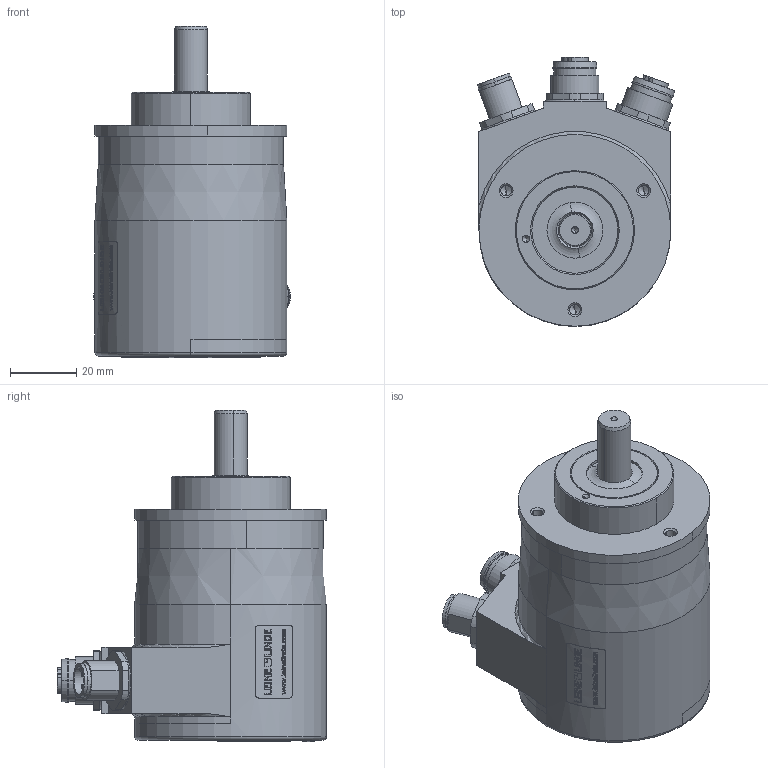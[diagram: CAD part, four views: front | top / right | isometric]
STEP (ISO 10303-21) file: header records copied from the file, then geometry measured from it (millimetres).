
FILE_DESCRIPTION((''),'2;1');
FILE_NAME('661469','2011-01-12T',('se2802'),(''),'PRO/ENGINEER BY PARAMETRIC TECHNOLOGY CORPORATION, 2010180','PRO/ENGINEER BY PARAMETRIC TECHNOLOGY CORPORATION, 2010180','');
FILE_SCHEMA(('CONFIG_CONTROL_DESIGN'));
Products named in the file (1): 661469
Bounding box: 59.57 x 81.33 x 100.23 mm (x, y, z)
Volume: 102994.4 mm3; surface area: 71700.2 mm2
Topology: 4 solids, 4 shells, 4786 faces, 13094 edges, 8582 vertices
Faces by surface type: plane 2843, cylinder 1122, extrusion 324, cone 256, torus 171, bspline 51, sphere 17, revolution 2
Entity records: 166303 total; most frequent: CARTESIAN_POINT 45501, ORIENTED_EDGE 26120, DIRECTION 23407, EDGE_CURVE 13060, VECTOR 8813, VERTEX_POINT 8582, LINE 8489, AXIS2_PLACEMENT_3D 7296
